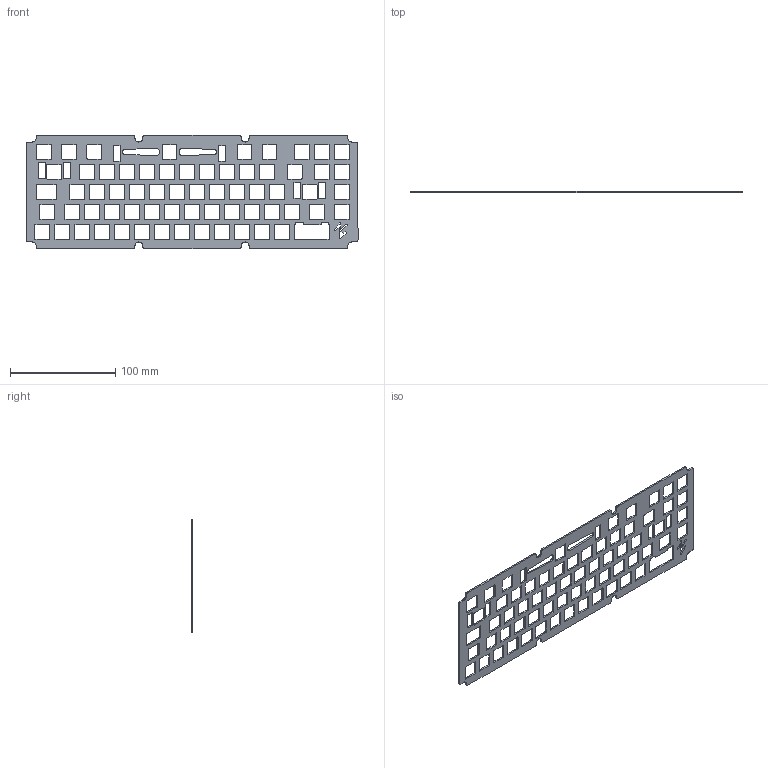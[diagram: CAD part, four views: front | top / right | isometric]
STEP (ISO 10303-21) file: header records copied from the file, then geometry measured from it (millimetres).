
FILE_DESCRIPTION (( 'STEP AP214' ), '1' );
FILE_NAME ('Plate ANSI1.2 PC.STEP', '2022-10-07T03:16:33', ( '' ), ( '' ), 'SwSTEP 2.0', 'SolidWorks 2018', '' );
FILE_SCHEMA (( 'AUTOMOTIVE_DESIGN' ));
Length unit declared in the file: millimetre
Products named in the file (1): Plate ANSI1.2 PC
Bounding box: 315.75 x 1.5 x 107.7 mm (x, y, z)
Volume: 28825.4 mm3; surface area: 45998.6 mm2
Topology: 1 solids, 1 shells, 676 faces, 2022 edges, 1348 vertices
Faces by surface type: plane 342, cylinder 334
Entity records: 23268 total; most frequent: CARTESIAN_POINT 4047, DIRECTION 4044, ORIENTED_EDGE 4044, EDGE_CURVE 2022, LINE 1354, VECTOR 1354, VERTEX_POINT 1348, AXIS2_PLACEMENT_3D 1345
